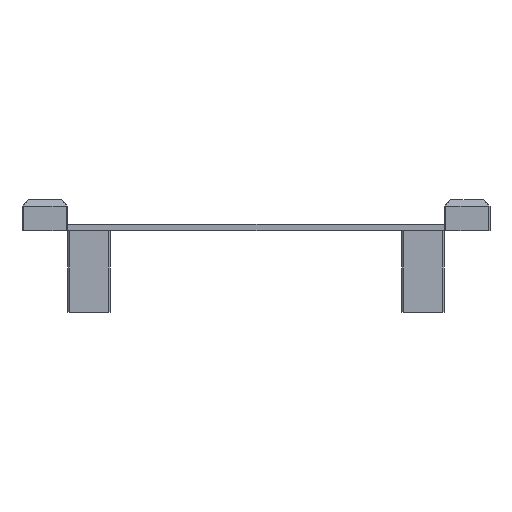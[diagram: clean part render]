
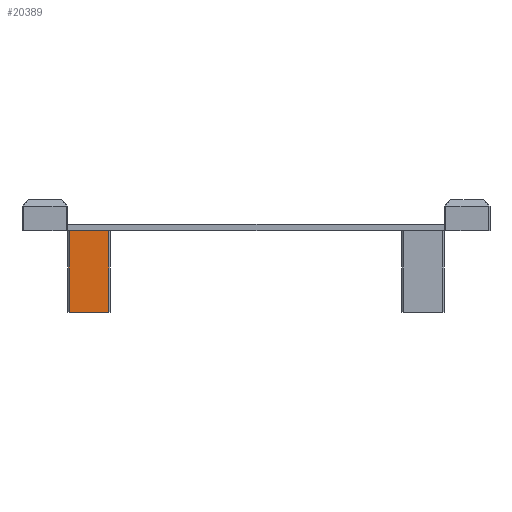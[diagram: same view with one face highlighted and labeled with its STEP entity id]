
A CAD part, left-side view. The second image highlights one B-rep face of the part: STEP entity #20389.
In plain terms, the highlighted planar face has unit normal (-1, 0, 0).
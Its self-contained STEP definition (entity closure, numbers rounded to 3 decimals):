
#955=PLANE('',#21166);
#1942=FACE_OUTER_BOUND('',#3037,.T.);
#3037=EDGE_LOOP('',(#18046,#18047,#18048,#18049));
#5514=LINE('',#33899,#7939);
#5522=LINE('',#33915,#7947);
#5523=LINE('',#33917,#7948);
#5524=LINE('',#33918,#7949);
#7939=VECTOR('',#24967,10.);
#7947=VECTOR('',#24981,10.);
#7948=VECTOR('',#24982,10.);
#7949=VECTOR('',#24983,10.);
#10388=VERTEX_POINT('',#33896);
#10389=VERTEX_POINT('',#33898);
#10394=VERTEX_POINT('',#33914);
#10395=VERTEX_POINT('',#33916);
#13258=EDGE_CURVE('',#10388,#10389,#5514,.T.);
#13266=EDGE_CURVE('',#10394,#10388,#5522,.T.);
#13267=EDGE_CURVE('',#10395,#10394,#5523,.T.);
#13268=EDGE_CURVE('',#10389,#10395,#5524,.T.);
#18046=ORIENTED_EDGE('',*,*,#13266,.F.);
#18047=ORIENTED_EDGE('',*,*,#13267,.F.);
#18048=ORIENTED_EDGE('',*,*,#13268,.F.);
#18049=ORIENTED_EDGE('',*,*,#13258,.F.);
#20389=ADVANCED_FACE('',(#1942),#955,.T.);
#21166=AXIS2_PLACEMENT_3D('',#33913,#24979,#24980);
#24967=DIRECTION('',(0.,0.,-1.));
#24979=DIRECTION('center_axis',(-1.,0.,0.));
#24980=DIRECTION('ref_axis',(0.,1.,0.));
#24981=DIRECTION('',(0.,-1.,0.));
#24982=DIRECTION('',(0.,0.,1.));
#24983=DIRECTION('',(0.,1.,0.));
#33896=CARTESIAN_POINT('',(-64.25,45.,-1.));
#33898=CARTESIAN_POINT('',(-64.25,45.,-26.));
#33899=CARTESIAN_POINT('',(-64.25,45.,-1.));
#33913=CARTESIAN_POINT('Origin',(-64.25,44.5,-1.));
#33914=CARTESIAN_POINT('',(-64.25,57.,-1.));
#33915=CARTESIAN_POINT('',(-64.25,22.25,-1.));
#33916=CARTESIAN_POINT('',(-64.25,57.,-26.));
#33917=CARTESIAN_POINT('',(-64.25,57.,-1.));
#33918=CARTESIAN_POINT('',(-64.25,44.5,-26.));
